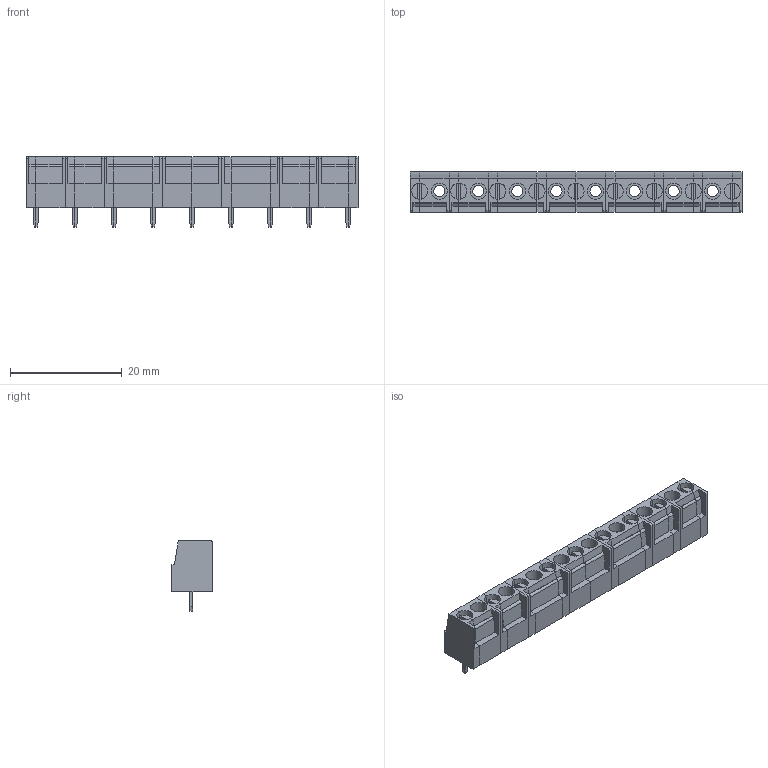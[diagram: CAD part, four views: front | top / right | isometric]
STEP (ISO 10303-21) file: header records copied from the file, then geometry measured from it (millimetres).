
FILE_DESCRIPTION(/* description */ ('Unknown'),/* implementation_level */ '2;1');
FILE_NAME(/* name */ '691243210009',/* time_stamp */ '2016-03-18T09:52:03+01:00',/* author */ ('Unknown'),/* organization */ ('Unknown'),/* preprocessor_version */ 'ST-DEVELOPER v16',/* originating_system */ 'DEX',/* authorisation */ $);
FILE_SCHEMA (('AUTOMOTIVE_DESIGN {1 0 10303 214 3 1 1}'));
Length unit declared in the file: millimetre
Products named in the file (10): 6912432100xx; 691243210001_Dt; CPA7_DX; 691243210002; CPA7_CNT; CPA7_SX; 691243210001_Cnt; 691243210001_Gh
Assembly tree (16 placements, depth 3):
  6912432100xx
    691243210001_Dt  x2
      CPA7_DX
      691243210001_Dt
    691243210002  x2
      CPA7_DX
      CPA7_CNT
      CPA7_SX
    691243210001_Cnt
      691243210001_Gh
      691243210001_Dt
    691243210001_Gh  x2
      691243210001_Gh
      CPA7_SX
Bounding box: 59.5 x 7.3 x 12.6 mm (x, y, z)
Volume: 2330.8 mm3; surface area: 5093.5 mm2
Topology: 16 solids, 16 shells, 888 faces, 2452 edges, 1612 vertices
Faces by surface type: plane 824, cylinder 64
Full cylindrical faces by diameter (mm): 2 x8, 2.9 x8
Entity records: 10199 total; most frequent: CARTESIAN_POINT 1671, ORIENTED_EDGE 1632, DIRECTION 1500, EDGE_CURVE 816, LINE 762, VECTOR 762, VERTEX_POINT 540, AXIS2_PLACEMENT_3D 369
